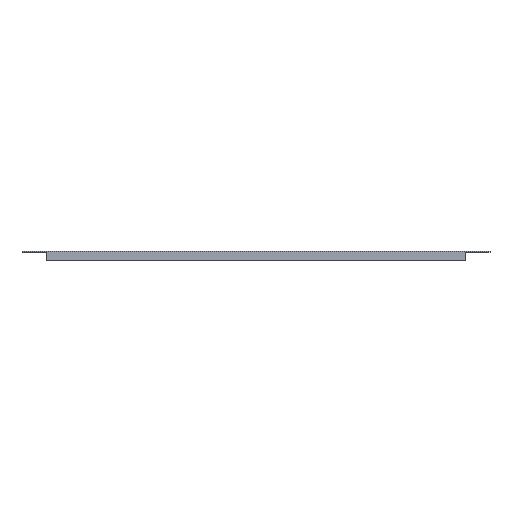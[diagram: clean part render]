
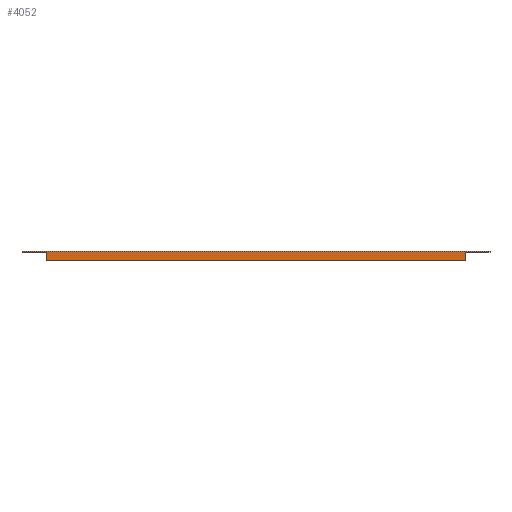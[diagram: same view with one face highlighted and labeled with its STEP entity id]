
A CAD part, front view. The second image highlights one B-rep face of the part: STEP entity #4052.
In plain terms, the highlighted planar face has unit normal (0, -1, 0).
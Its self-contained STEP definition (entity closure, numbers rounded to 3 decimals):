
#18 = LINE ( 'NONE', #6900, #3890 ) ;
#152 = VECTOR ( 'NONE', #1676, 1000. ) ;
#161 = LINE ( 'NONE', #1756, #4030 ) ;
#234 = DIRECTION ( 'NONE',  ( 1., 0., 0. ) ) ;
#310 = CARTESIAN_POINT ( 'NONE',  ( -365., -71., 0. ) ) ;
#378 = DIRECTION ( 'NONE',  ( 0., 0., 1. ) ) ;
#531 = VERTEX_POINT ( 'NONE', #5891 ) ;
#885 = CARTESIAN_POINT ( 'NONE',  ( -327., -71., -13.5 ) ) ;
#1112 = CARTESIAN_POINT ( 'NONE',  ( 327., -71., -13.5 ) ) ;
#1261 = EDGE_CURVE ( 'NONE', #531, #1815, #7681, .T. ) ;
#1263 = CARTESIAN_POINT ( 'NONE',  ( -365., -71., 1.5 ) ) ;
#1401 = ORIENTED_EDGE ( 'NONE', *, *, #3345, .F. ) ;
#1411 = CARTESIAN_POINT ( 'NONE',  ( 365., -71., 0. ) ) ;
#1436 = VECTOR ( 'NONE', #5182, 1000. ) ;
#1676 = DIRECTION ( 'NONE',  ( 0., 0., -1. ) ) ;
#1752 = LINE ( 'NONE', #1263, #5718 ) ;
#1756 = CARTESIAN_POINT ( 'NONE',  ( 365., -71., 1.5 ) ) ;
#1815 = VERTEX_POINT ( 'NONE', #8203 ) ;
#1890 = DIRECTION ( 'NONE',  ( 1., 0., 0. ) ) ;
#1944 = CARTESIAN_POINT ( 'NONE',  ( -365., -71., 0. ) ) ;
#2292 = EDGE_CURVE ( 'NONE', #2566, #3373, #3000, .T. ) ;
#2508 = DIRECTION ( 'NONE',  ( 0., 0., -1. ) ) ;
#2540 = ORIENTED_EDGE ( 'NONE', *, *, #3651, .T. ) ;
#2558 = VERTEX_POINT ( 'NONE', #6580 ) ;
#2566 = VERTEX_POINT ( 'NONE', #9647 ) ;
#2678 = DIRECTION ( 'NONE',  ( -1., 0., 0. ) ) ;
#2716 = CARTESIAN_POINT ( 'NONE',  ( -327., -71., -13.5 ) ) ;
#3000 = LINE ( 'NONE', #1944, #8666 ) ;
#3303 = CARTESIAN_POINT ( 'NONE',  ( -365., -71., 1.5 ) ) ;
#3345 = EDGE_CURVE ( 'NONE', #2558, #3373, #161, .T. ) ;
#3373 = VERTEX_POINT ( 'NONE', #1411 ) ;
#3520 = VERTEX_POINT ( 'NONE', #885 ) ;
#3528 = FACE_OUTER_BOUND ( 'NONE', #7164, .T. ) ;
#3651 = EDGE_CURVE ( 'NONE', #5981, #531, #8155, .T. ) ;
#3689 = EDGE_CURVE ( 'NONE', #5981, #2558, #1752, .T. ) ;
#3719 = LINE ( 'NONE', #6047, #1436 ) ;
#3723 = VECTOR ( 'NONE', #234, 1000. ) ;
#3888 = VECTOR ( 'NONE', #378, 1000. ) ;
#3890 = VECTOR ( 'NONE', #5765, 1000. ) ;
#4030 = VECTOR ( 'NONE', #2508, 1000. ) ;
#4045 = ORIENTED_EDGE ( 'NONE', *, *, #8002, .F. ) ;
#4052 = ADVANCED_FACE ( 'NONE', ( #3528 ), #5047, .F. ) ;
#4146 = EDGE_CURVE ( 'NONE', #3520, #1815, #6081, .T. ) ;
#4484 = VERTEX_POINT ( 'NONE', #1112 ) ;
#5024 = EDGE_CURVE ( 'NONE', #4484, #2566, #18, .T. ) ;
#5047 = PLANE ( 'NONE',  #6927 ) ;
#5182 = DIRECTION ( 'NONE',  ( -1., 0., 0. ) ) ;
#5718 = VECTOR ( 'NONE', #5786, 1000. ) ;
#5765 = DIRECTION ( 'NONE',  ( 0., 0., 1. ) ) ;
#5774 = ORIENTED_EDGE ( 'NONE', *, *, #3689, .F. ) ;
#5786 = DIRECTION ( 'NONE',  ( 1., 0., 0. ) ) ;
#5891 = CARTESIAN_POINT ( 'NONE',  ( -365., -71., 0. ) ) ;
#5981 = VERTEX_POINT ( 'NONE', #7071 ) ;
#6047 = CARTESIAN_POINT ( 'NONE',  ( 327., -71., -13.5 ) ) ;
#6081 = LINE ( 'NONE', #2716, #3888 ) ;
#6107 = ORIENTED_EDGE ( 'NONE', *, *, #1261, .T. ) ;
#6149 = ORIENTED_EDGE ( 'NONE', *, *, #2292, .T. ) ;
#6580 = CARTESIAN_POINT ( 'NONE',  ( 365., -71., 1.5 ) ) ;
#6607 = CARTESIAN_POINT ( 'NONE',  ( -365., -71., 1.5 ) ) ;
#6724 = ORIENTED_EDGE ( 'NONE', *, *, #5024, .T. ) ;
#6900 = CARTESIAN_POINT ( 'NONE',  ( 327., -71., -13.5 ) ) ;
#6927 = AXIS2_PLACEMENT_3D ( 'NONE', #6607, #7850, #2678 ) ;
#7071 = CARTESIAN_POINT ( 'NONE',  ( -365., -71., 1.5 ) ) ;
#7164 = EDGE_LOOP ( 'NONE', ( #6107, #8071, #4045, #6724, #6149, #1401, #5774, #2540 ) ) ;
#7681 = LINE ( 'NONE', #310, #3723 ) ;
#7850 = DIRECTION ( 'NONE',  ( 0., 1., 0. ) ) ;
#8002 = EDGE_CURVE ( 'NONE', #4484, #3520, #3719, .T. ) ;
#8071 = ORIENTED_EDGE ( 'NONE', *, *, #4146, .F. ) ;
#8155 = LINE ( 'NONE', #3303, #152 ) ;
#8203 = CARTESIAN_POINT ( 'NONE',  ( -327., -71., 0. ) ) ;
#8666 = VECTOR ( 'NONE', #1890, 1000. ) ;
#9647 = CARTESIAN_POINT ( 'NONE',  ( 327., -71., 0. ) ) ;
